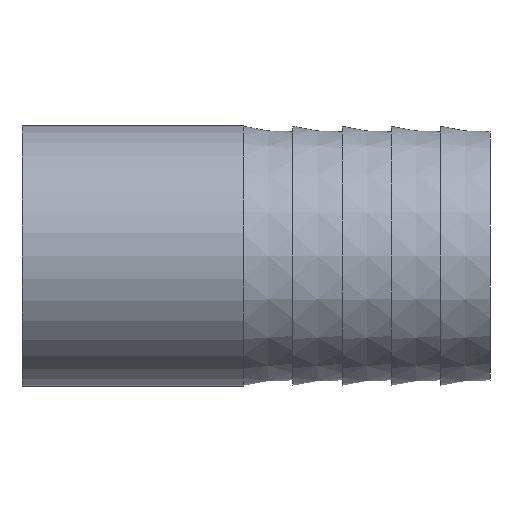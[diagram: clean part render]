
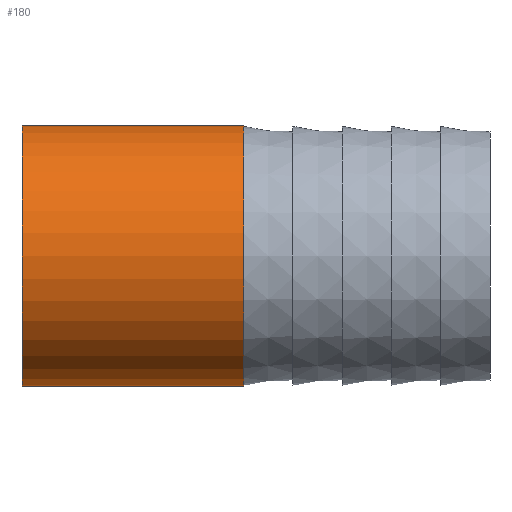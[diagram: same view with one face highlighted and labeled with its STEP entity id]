
A CAD part, front view. The second image highlights one B-rep face of the part: STEP entity #180.
In plain terms, the highlighted cylindrical face has radius 21.2 mm (diameter 42.4 mm), a full revolution.
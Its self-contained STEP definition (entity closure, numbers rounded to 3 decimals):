
#14=CYLINDRICAL_SURFACE('',#209,21.2);
#32=FACE_BOUND('',#72,.T.);
#46=FACE_OUTER_BOUND('',#71,.T.);
#71=EDGE_LOOP('',(#141));
#72=EDGE_LOOP('',(#142));
#79=CIRCLE('',#189,21.2);
#88=CIRCLE('',#207,21.2);
#93=VERTEX_POINT('',#278);
#102=VERTEX_POINT('',#305);
#107=EDGE_CURVE('',#93,#93,#79,.T.);
#116=EDGE_CURVE('',#102,#102,#88,.T.);
#141=ORIENTED_EDGE('',*,*,#107,.T.);
#142=ORIENTED_EDGE('',*,*,#116,.T.);
#180=ADVANCED_FACE('',(#46,#32),#14,.T.);
#189=AXIS2_PLACEMENT_3D('',#279,#223,#224);
#207=AXIS2_PLACEMENT_3D('',#306,#259,#260);
#209=AXIS2_PLACEMENT_3D('',#309,#263,#264);
#223=DIRECTION('center_axis',(-1.,0.,0.));
#224=DIRECTION('ref_axis',(0.,1.,0.));
#259=DIRECTION('center_axis',(1.,0.,0.));
#260=DIRECTION('ref_axis',(0.,0.,-1.));
#263=DIRECTION('center_axis',(1.,0.,0.));
#264=DIRECTION('ref_axis',(0.,1.,0.));
#278=CARTESIAN_POINT('',(-40.,-21.2,0.));
#279=CARTESIAN_POINT('Origin',(-40.,0.,0.));
#305=CARTESIAN_POINT('',(-76.,21.2,0.));
#306=CARTESIAN_POINT('Origin',(-76.,0.,0.));
#309=CARTESIAN_POINT('Origin',(-38.,0.,0.));
